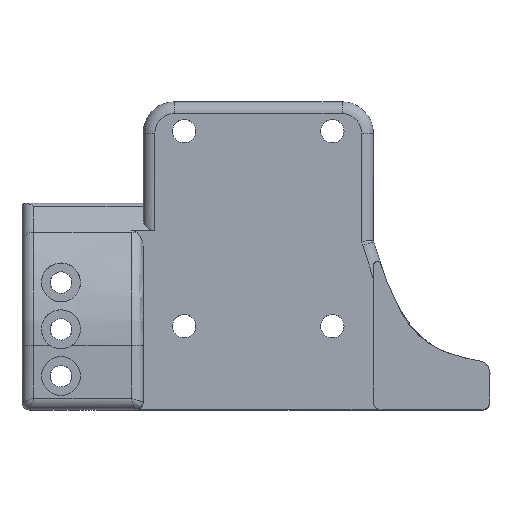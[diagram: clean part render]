
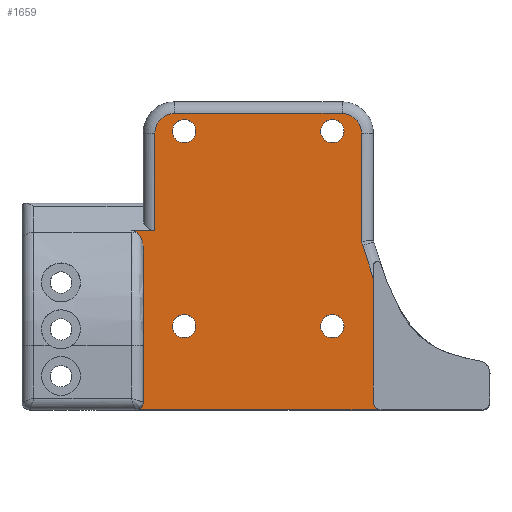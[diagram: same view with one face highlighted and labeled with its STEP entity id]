
A CAD part, top view. The second image highlights one B-rep face of the part: STEP entity #1659.
In plain terms, the highlighted planar face has unit normal (0, 0, 1).
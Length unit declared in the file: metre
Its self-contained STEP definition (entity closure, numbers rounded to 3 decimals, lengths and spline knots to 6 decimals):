
#13=ELLIPSE('',#1804,0.004243,0.003);
#110=B_SPLINE_CURVE_WITH_KNOTS('',3,(#2957,#2958,#2959,#2960,#2961),
 .UNSPECIFIED.,.F.,.F.,(4,1,4),(0.,0.001849,0.003698),
 .UNSPECIFIED.);
#111=B_SPLINE_CURVE_WITH_KNOTS('',3,(#2970,#2971,#2972,#2973),
 .UNSPECIFIED.,.F.,.F.,(4,4),(0.,0.008823),.UNSPECIFIED.);
#112=B_SPLINE_CURVE_WITH_KNOTS('',3,(#2975,#2976,#2977,#2978),
 .UNSPECIFIED.,.F.,.F.,(4,4),(0.,0.001065),
 .UNSPECIFIED.);
#173=CIRCLE('',#1800,0.003);
#174=CIRCLE('',#1801,0.003);
#175=CIRCLE('',#1802,0.003);
#176=CIRCLE('',#1803,0.003);
#177=CIRCLE('',#1805,0.002);
#178=CIRCLE('',#1806,0.002);
#179=CIRCLE('',#1807,0.005);
#180=CIRCLE('',#1808,0.005);
#372=ORIENTED_EDGE('',*,*,#825,.T.);
#373=ORIENTED_EDGE('',*,*,#826,.T.);
#374=ORIENTED_EDGE('',*,*,#827,.F.);
#375=ORIENTED_EDGE('',*,*,#828,.F.);
#376=ORIENTED_EDGE('',*,*,#829,.T.);
#377=ORIENTED_EDGE('',*,*,#830,.F.);
#378=ORIENTED_EDGE('',*,*,#831,.T.);
#379=ORIENTED_EDGE('',*,*,#832,.T.);
#380=ORIENTED_EDGE('',*,*,#833,.T.);
#381=ORIENTED_EDGE('',*,*,#834,.T.);
#382=ORIENTED_EDGE('',*,*,#735,.T.);
#383=ORIENTED_EDGE('',*,*,#835,.T.);
#384=ORIENTED_EDGE('',*,*,#836,.F.);
#385=ORIENTED_EDGE('',*,*,#837,.T.);
#386=ORIENTED_EDGE('',*,*,#838,.T.);
#387=ORIENTED_EDGE('',*,*,#839,.T.);
#388=ORIENTED_EDGE('',*,*,#840,.T.);
#389=ORIENTED_EDGE('',*,*,#841,.T.);
#390=ORIENTED_EDGE('',*,*,#842,.T.);
#735=EDGE_CURVE('',#963,#979,#1140,.T.);
#825=EDGE_CURVE('',#1055,#1055,#173,.F.);
#826=EDGE_CURVE('',#1056,#1056,#174,.F.);
#827=EDGE_CURVE('',#1057,#1057,#175,.T.);
#828=EDGE_CURVE('',#1058,#1058,#176,.T.);
#829=EDGE_CURVE('',#1059,#1060,#1182,.F.);
#830=EDGE_CURVE('',#1061,#1060,#1183,.T.);
#831=EDGE_CURVE('',#1061,#1062,#13,.F.);
#832=EDGE_CURVE('',#1062,#1063,#110,.F.);
#833=EDGE_CURVE('',#1063,#1064,#1184,.T.);
#834=EDGE_CURVE('',#1064,#963,#177,.F.);
#835=EDGE_CURVE('',#979,#1065,#178,.F.);
#836=EDGE_CURVE('',#1066,#1065,#1185,.T.);
#837=EDGE_CURVE('',#1066,#1067,#111,.T.);
#838=EDGE_CURVE('',#1067,#1068,#112,.T.);
#839=EDGE_CURVE('',#1068,#1069,#1186,.F.);
#840=EDGE_CURVE('',#1069,#1070,#179,.T.);
#841=EDGE_CURVE('',#1070,#1071,#1187,.F.);
#842=EDGE_CURVE('',#1071,#1059,#180,.T.);
#963=VERTEX_POINT('',#2413);
#979=VERTEX_POINT('',#2444);
#1055=VERTEX_POINT('',#2943);
#1056=VERTEX_POINT('',#2945);
#1057=VERTEX_POINT('',#2947);
#1058=VERTEX_POINT('',#2949);
#1059=VERTEX_POINT('',#2951);
#1060=VERTEX_POINT('',#2952);
#1061=VERTEX_POINT('',#2954);
#1062=VERTEX_POINT('',#2956);
#1063=VERTEX_POINT('',#2962);
#1064=VERTEX_POINT('',#2964);
#1065=VERTEX_POINT('',#2967);
#1066=VERTEX_POINT('',#2969);
#1067=VERTEX_POINT('',#2974);
#1068=VERTEX_POINT('',#2979);
#1069=VERTEX_POINT('',#2981);
#1070=VERTEX_POINT('',#2983);
#1071=VERTEX_POINT('',#2985);
#1140=LINE('',#2445,#1239);
#1182=LINE('',#2950,#1281);
#1183=LINE('',#2953,#1282);
#1184=LINE('',#2963,#1283);
#1185=LINE('',#2968,#1284);
#1186=LINE('',#2980,#1285);
#1187=LINE('',#2984,#1286);
#1239=VECTOR('',#1961,1.);
#1281=VECTOR('',#2099,1.);
#1282=VECTOR('',#2100,1.);
#1283=VECTOR('',#2103,1.);
#1284=VECTOR('',#2108,1.);
#1285=VECTOR('',#2109,1.);
#1286=VECTOR('',#2112,1.);
#1365=EDGE_LOOP('',(#372));
#1366=EDGE_LOOP('',(#373));
#1367=EDGE_LOOP('',(#374));
#1368=EDGE_LOOP('',(#375));
#1369=EDGE_LOOP('',(#376,#377,#378,#379,#380,#381,#382,#383,#384,#385,#386,
#387,#388,#389,#390));
#1506=FACE_BOUND('',#1365,.T.);
#1507=FACE_BOUND('',#1366,.T.);
#1508=FACE_BOUND('',#1367,.T.);
#1509=FACE_BOUND('',#1368,.T.);
#1510=FACE_BOUND('',#1369,.T.);
#1620=PLANE('',#1799);
#1659=ADVANCED_FACE('',(#1506,#1507,#1508,#1509,#1510),#1620,.T.);
#1799=AXIS2_PLACEMENT_3D('',#2941,#2089,#2090);
#1800=AXIS2_PLACEMENT_3D('',#2942,#2091,#2092);
#1801=AXIS2_PLACEMENT_3D('',#2944,#2093,#2094);
#1802=AXIS2_PLACEMENT_3D('',#2946,#2095,#2096);
#1803=AXIS2_PLACEMENT_3D('',#2948,#2097,#2098);
#1804=AXIS2_PLACEMENT_3D('',#2955,#2101,#2102);
#1805=AXIS2_PLACEMENT_3D('',#2965,#2104,#2105);
#1806=AXIS2_PLACEMENT_3D('',#2966,#2106,#2107);
#1807=AXIS2_PLACEMENT_3D('',#2982,#2110,#2111);
#1808=AXIS2_PLACEMENT_3D('',#2986,#2113,#2114);
#1961=DIRECTION('',(1.,0.,0.));
#2089=DIRECTION('',(0.,0.,1.));
#2090=DIRECTION('',(1.,0.,0.));
#2091=DIRECTION('',(0.,0.,1.));
#2092=DIRECTION('',(1.,0.,0.));
#2093=DIRECTION('',(0.,0.,1.));
#2094=DIRECTION('',(1.,0.,0.));
#2095=DIRECTION('',(0.,0.,1.));
#2096=DIRECTION('',(1.,0.,0.));
#2097=DIRECTION('',(0.,0.,1.));
#2098=DIRECTION('',(1.,0.,0.));
#2099=DIRECTION('',(0.,1.,0.));
#2100=DIRECTION('',(1.,0.,0.));
#2101=DIRECTION('',(0.,0.,1.));
#2102=DIRECTION('',(0.,-1.,0.));
#2103=DIRECTION('',(0.,-1.,0.));
#2104=DIRECTION('',(0.,0.,1.));
#2105=DIRECTION('',(1.,0.,0.));
#2106=DIRECTION('',(0.,0.,1.));
#2107=DIRECTION('',(1.,0.,0.));
#2108=DIRECTION('',(0.,-1.,0.));
#2109=DIRECTION('',(0.,-1.,0.));
#2110=DIRECTION('',(0.,0.,1.));
#2111=DIRECTION('',(1.,0.,0.));
#2112=DIRECTION('',(1.,0.,0.));
#2113=DIRECTION('',(0.,0.,1.));
#2114=DIRECTION('',(1.,0.,0.));
#2413=CARTESIAN_POINT('',(-0.0315,-0.0475,0.039));
#2444=CARTESIAN_POINT('',(0.0315,-0.0475,0.039));
#2445=CARTESIAN_POINT('',(-0.000472,-0.0475,0.039));
#2941=CARTESIAN_POINT('',(0.,-0.105,0.039));
#2942=CARTESIAN_POINT('',(-0.019,-0.026,0.039));
#2943=CARTESIAN_POINT('',(-0.016,-0.026,0.039));
#2944=CARTESIAN_POINT('',(0.019,-0.026,0.039));
#2945=CARTESIAN_POINT('',(0.022,-0.026,0.039));
#2946=CARTESIAN_POINT('',(0.019,0.024,0.039));
#2947=CARTESIAN_POINT('',(0.022,0.024,0.039));
#2948=CARTESIAN_POINT('',(-0.019,0.024,0.039));
#2949=CARTESIAN_POINT('',(-0.016,0.024,0.039));
#2950=CARTESIAN_POINT('',(-0.0265,-0.001543,0.039));
#2951=CARTESIAN_POINT('',(-0.0265,0.0235,0.039));
#2952=CARTESIAN_POINT('',(-0.0265,-0.001543,0.039));
#2953=CARTESIAN_POINT('',(0.,-0.001543,0.039));
#2954=CARTESIAN_POINT('',(-0.0325,-0.001543,0.039));
#2955=CARTESIAN_POINT('',(-0.0325,-0.005786,0.039));
#2956=CARTESIAN_POINT('',(-0.030657,-0.002439,0.039));
#2957=CARTESIAN_POINT('',(-0.0295,-0.005897,0.039));
#2958=CARTESIAN_POINT('',(-0.0295,-0.005272,0.039));
#2959=CARTESIAN_POINT('',(-0.029661,-0.004048,0.039));
#2960=CARTESIAN_POINT('',(-0.030238,-0.0029,0.039));
#2961=CARTESIAN_POINT('',(-0.030657,-0.002439,0.039));
#2962=CARTESIAN_POINT('',(-0.0295,-0.005897,0.039));
#2963=CARTESIAN_POINT('',(-0.0295,-0.001492,0.039));
#2964=CARTESIAN_POINT('',(-0.0295,-0.0455,0.039));
#2965=CARTESIAN_POINT('',(-0.0315,-0.0455,0.039));
#2966=CARTESIAN_POINT('',(0.0315,-0.0455,0.039));
#2967=CARTESIAN_POINT('',(0.0295,-0.0455,0.039));
#2968=CARTESIAN_POINT('',(0.0295,-0.001492,0.039));
#2969=CARTESIAN_POINT('',(0.0295,-0.013752,0.039));
#2970=CARTESIAN_POINT('',(0.0295,-0.013752,0.039));
#2971=CARTESIAN_POINT('',(0.028518,-0.010979,0.039));
#2972=CARTESIAN_POINT('',(0.027644,-0.00817,0.039));
#2973=CARTESIAN_POINT('',(0.026803,-0.005351,0.039));
#2974=CARTESIAN_POINT('',(0.026803,-0.005351,0.039));
#2975=CARTESIAN_POINT('',(0.026803,-0.005351,0.039));
#2976=CARTESIAN_POINT('',(0.026702,-0.005011,0.039));
#2977=CARTESIAN_POINT('',(0.026601,-0.004671,0.039));
#2978=CARTESIAN_POINT('',(0.0265,-0.00433,0.039));
#2979=CARTESIAN_POINT('',(0.0265,-0.00433,0.039));
#2980=CARTESIAN_POINT('',(0.0265,0.0235,0.039));
#2981=CARTESIAN_POINT('',(0.0265,0.0235,0.039));
#2982=CARTESIAN_POINT('',(0.0215,0.0235,0.039));
#2983=CARTESIAN_POINT('',(0.0215,0.0285,0.039));
#2984=CARTESIAN_POINT('',(-0.0215,0.0285,0.039));
#2985=CARTESIAN_POINT('',(-0.0215,0.0285,0.039));
#2986=CARTESIAN_POINT('',(-0.0215,0.0235,0.039));
